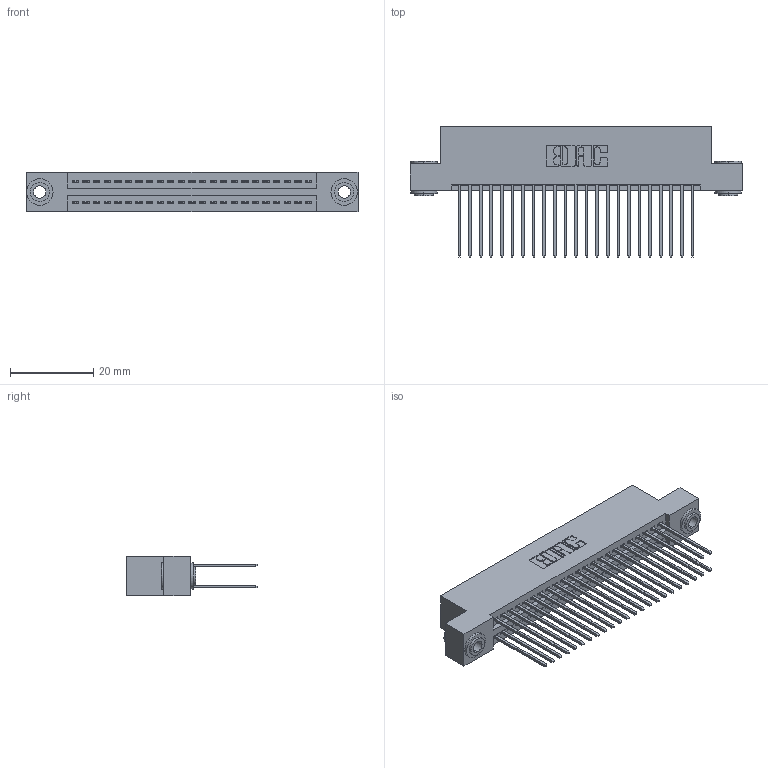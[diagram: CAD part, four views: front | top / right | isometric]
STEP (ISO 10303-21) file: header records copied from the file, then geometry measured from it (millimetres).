
FILE_DESCRIPTION (( 'STEP AP203' ), '1' );
FILE_NAME ('345-046-542-203.STEP', '2019-10-29T02:16:45', ( '' ), ( '' ), 'SwSTEP 2.0', 'SolidWorks 2016', '' );
FILE_SCHEMA (( 'CONFIG_CONTROL_DESIGN' ));
Length unit declared in the file: inch
Products named in the file (4): 345-292-001_345-293-142; 345-046-542-203; 345-250-002_345-250-002-102; 345 Part_Flush Mounting Lugs - 0.156 Dia-TH
Assembly tree (49 placements, depth 2):
  345-046-542-203
    345 Part_Flush Mounting Lugs - 0.156 Dia-TH
    345-292-001_345-293-142  x46
    345-250-002_345-250-002-102  x2
Bounding box: 79.63 x 31.29 x 9.4 mm (x, y, z)
Volume: 7792.7 mm3; surface area: 12357.9 mm2
Topology: 49 solids, 49 shells, 2464 faces, 7271 edges, 4782 vertices
Faces by surface type: plane 1608, cylinder 848, cone 8
Entity records: 21272 total; most frequent: CARTESIAN_POINT 3559, ORIENTED_EDGE 3486, DIRECTION 3193, EDGE_CURVE 1743, LINE 1495, VECTOR 1495, VERTEX_POINT 1158, AXIS2_PLACEMENT_3D 849
